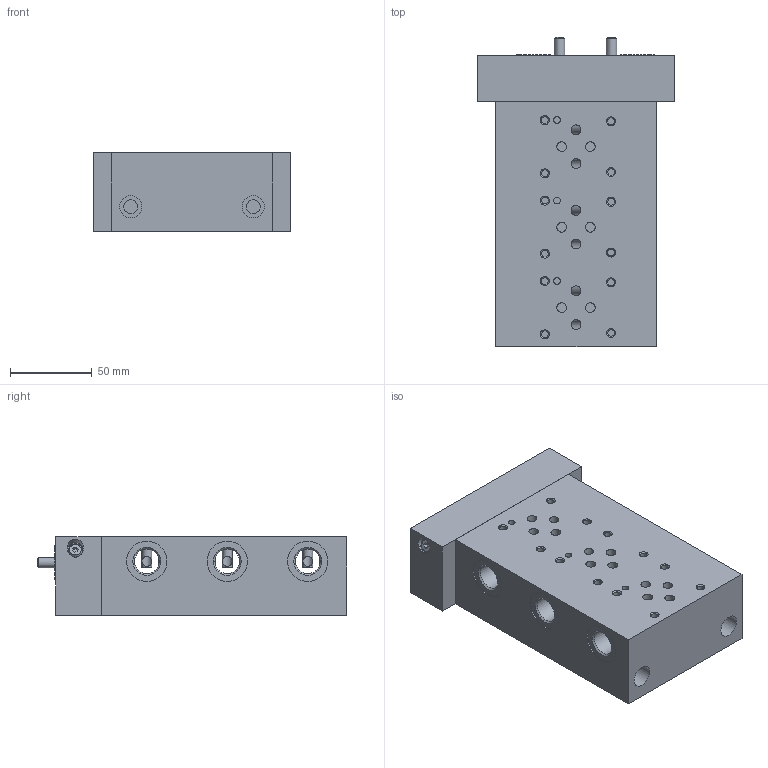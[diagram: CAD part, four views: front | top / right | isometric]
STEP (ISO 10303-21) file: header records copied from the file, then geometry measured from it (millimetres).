
FILE_DESCRIPTION (( 'STEP AP203' ), '1' );
FILE_NAME ('DER20124883_KB23.STEP', '2024-07-26T07:02:25', ( '' ), ( '' ), 'SwSTEP 2.0', 'SolidWorks 2022', '' );
FILE_SCHEMA (( 'CONFIG_CONTROL_DESIGN' ));
Length unit declared in the file: millimetre
Products named in the file (1): DER20124883_KB23
Bounding box: 120.25 x 189.17 x 48.1 mm (x, y, z)
Surface area: 94696.7 mm2 (no closed solid volume)
Topology: 0 solids, 8 shells, 152 faces, 583 edges, 478 vertices
Faces by surface type: plane 68, cylinder 54, cone 24, torus 6
Full cylindrical faces by diameter (mm): 4.064 x3, 4.2 x12, 5.999 x6, 6 x6, 6.35 x4, 6.528 x1, 9.921 x2, 13.495 x2, 14.287 x1, 14.288 x1, 15.088 x6, 18.72 x2, 22.225 x2, 24.613 x6
Entity records: 7430 total; most frequent: CARTESIAN_POINT 3042, ORIENTED_EDGE 884, DIRECTION 654, EDGE_CURVE 489, VERTEX_POINT 469, EDGE_LOOP 337, AXIS2_PLACEMENT_3D 297, B_SPLINE_CURVE_WITH_KNOTS 265
